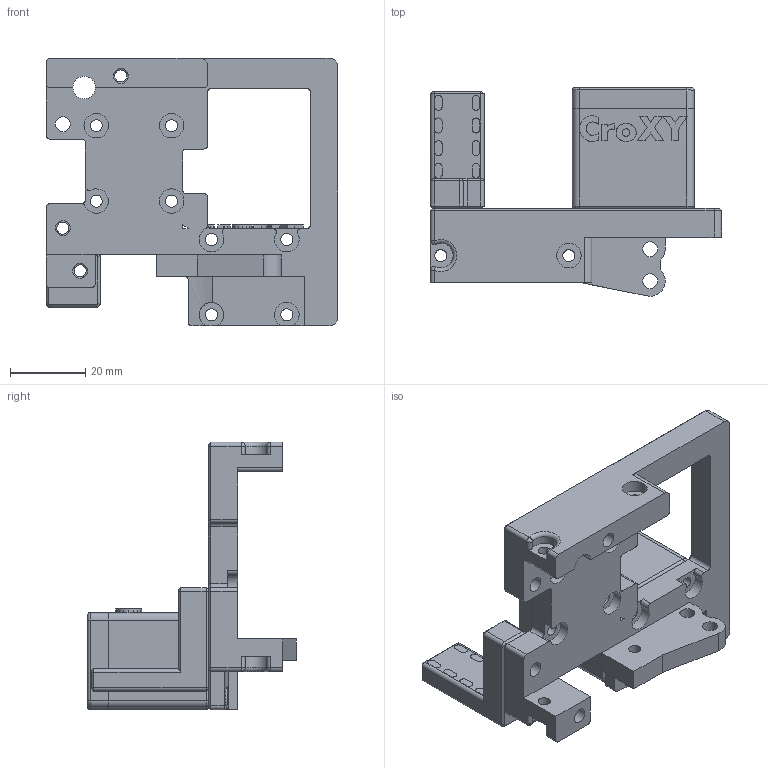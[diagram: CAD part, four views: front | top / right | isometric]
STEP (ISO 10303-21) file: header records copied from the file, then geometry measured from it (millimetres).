
FILE_DESCRIPTION(/* description */ (''),/* implementation_level */ '2;1');
FILE_NAME(/* name */ 'B-Hemera_Spacer_27-X (1).stp',/* time_stamp */ '2020-10-15T14:30:41-07:00',/* author */ (''),/* organization */ (''),/* preprocessor_version */ 'ST-DEVELOPER v18.1',/* originating_system */ 'Autodesk Translation Framework v9.3.0.1241',/* authorisation */ '');
FILE_SCHEMA (('AUTOMOTIVE_DESIGN { 1 0 10303 214 3 1 1 }'));
Length unit declared in the file: millimetre
Products named in the file (1): Hemera Mount
Bounding box: 77.25 x 55.31 x 70.99 mm (x, y, z)
Volume: 66868.7 mm3; surface area: 32766.9 mm2
Topology: 4 solids, 4 shells, 596 faces, 1546 edges, 967 vertices
Faces by surface type: plane 227, cylinder 168, bspline 128, cone 35, torus 34, sphere 4
Full cylindrical faces by diameter (mm): 3.2 x24, 4 x6, 6 x1, 6.5 x8
Entity records: 19459 total; most frequent: CARTESIAN_POINT 5421, ORIENTED_EDGE 3060, DIRECTION 2615, EDGE_CURVE 1530, VERTEX_POINT 963, AXIS2_PLACEMENT_3D 876, LINE 863, VECTOR 863
